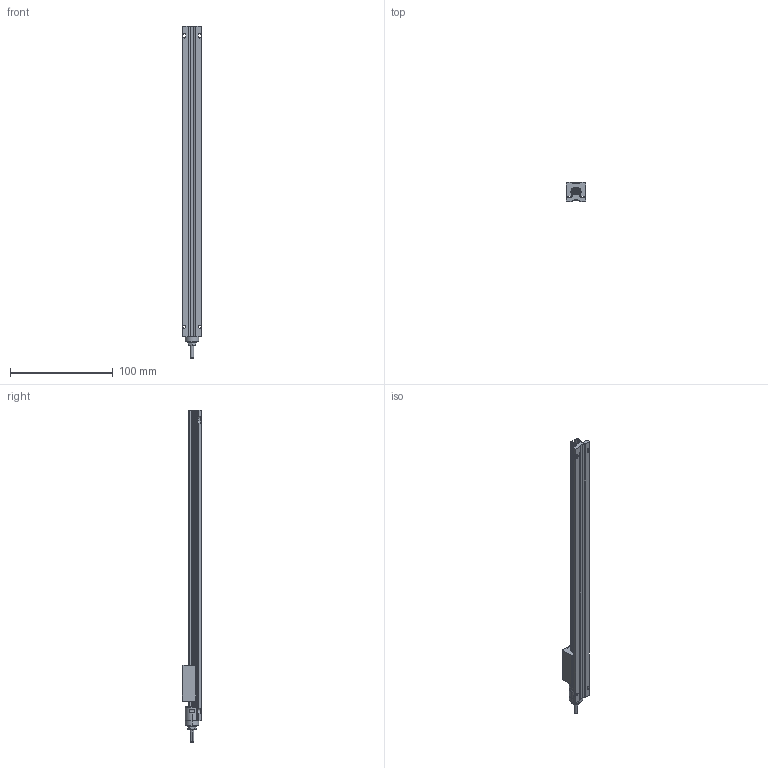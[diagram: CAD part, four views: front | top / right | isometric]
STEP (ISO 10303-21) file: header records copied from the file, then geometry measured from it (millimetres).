
FILE_DESCRIPTION (( 'STEP AP214' ), '1' );
FILE_NAME ('AMETEK-RGS04KR-A00-0025-10.00-001-0000-00.STEP', '2023-03-09T02:07:34', ( '' ), ( '' ), 'SwSTEP 2.0', 'SolidWorks 2022', '' );
FILE_SCHEMA (( 'AUTOMOTIVE_DESIGN' ));
Length unit declared in the file: inch
Products named in the file (13): Type B - Plain Washer (Inch) No. 6 - narrow - Type B; cover RGS4000; Cover Bearing RGS4000; Hex Nut - Style 1 - Metric M4 x 0; 619_4; Carriage RGS4000; PART1; Rail Dumbied_Default_rail; RGS04_bearing_assembly; Leadscrew RGS4000_Default_rail; Support Bearing RGS4000 Long; End Support Bushing RGS4000; AMETEK-RGS04KR-A00-0025-10.00-001-0000-00
Assembly tree (13 placements, depth 3):
  AMETEK-RGS04KR-A00-0025-10.00-001-0000-00
    Rail Dumbied_Default_rail
    Leadscrew RGS4000_Default_rail
    Carriage RGS4000
    cover RGS4000
    End Support Bushing RGS4000
    PART1
    RGS04_bearing_assembly
      Support Bearing RGS4000 Long
      Cover Bearing RGS4000
      Type B - Plain Washer (Inch) No. 6 - narrow - Type B
      619_4  x2
      Hex Nut - Style 1 - Metric M4 x 0
Bounding box: 19.05 x 18.54 x 323.85 mm (x, y, z)
Volume: 47161.9 mm3; surface area: 39792.6 mm2
Topology: 10 solids, 30 shells, 799 faces, 2046 edges, 1265 vertices
Faces by surface type: cylinder 319, plane 296, cone 131, bspline 41, torus 12
Entity records: 23787 total; most frequent: CARTESIAN_POINT 4569, DIRECTION 4064, ORIENTED_EDGE 3824, EDGE_CURVE 1912, AXIS2_PLACEMENT_3D 1466, VERTEX_POINT 1215, VECTOR 1132, LINE 1132
